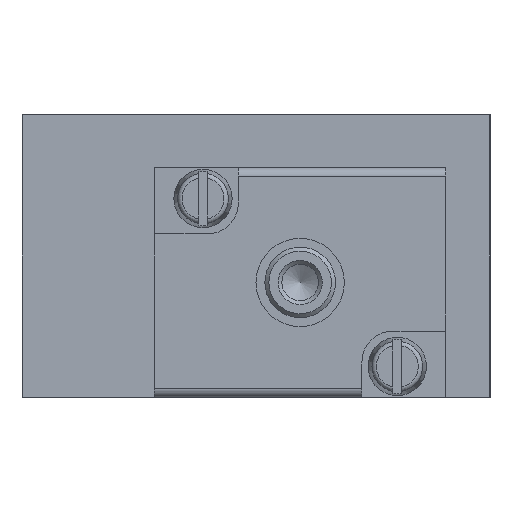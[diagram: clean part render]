
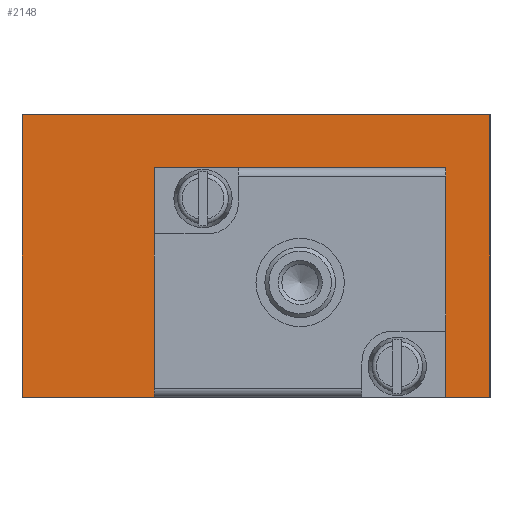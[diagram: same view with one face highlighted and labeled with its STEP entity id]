
A CAD part, left-side view. The second image highlights one B-rep face of the part: STEP entity #2148.
In plain terms, the highlighted planar face has unit normal (-1, 0, 0).
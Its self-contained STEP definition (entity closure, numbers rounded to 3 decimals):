
#90=LINE('',#3354,#260);
#126=LINE('',#3459,#296);
#138=LINE('',#3495,#308);
#140=LINE('',#3498,#310);
#141=LINE('',#3501,#311);
#142=LINE('',#3503,#312);
#143=LINE('',#3505,#313);
#144=LINE('',#3506,#314);
#260=VECTOR('',#2615,1000.);
#296=VECTOR('',#2691,1000.);
#308=VECTOR('',#2725,1000.);
#310=VECTOR('',#2729,1000.);
#311=VECTOR('',#2730,1000.);
#312=VECTOR('',#2731,1000.);
#313=VECTOR('',#2732,1000.);
#314=VECTOR('',#2733,1000.);
#423=PLANE('',#2343);
#651=ORIENTED_EDGE('',*,*,#1213,.F.);
#652=ORIENTED_EDGE('',*,*,#1214,.F.);
#653=ORIENTED_EDGE('',*,*,#1215,.T.);
#654=ORIENTED_EDGE('',*,*,#1216,.T.);
#655=ORIENTED_EDGE('',*,*,#1191,.T.);
#656=ORIENTED_EDGE('',*,*,#1217,.F.);
#657=ORIENTED_EDGE('',*,*,#1142,.F.);
#658=ORIENTED_EDGE('',*,*,#1211,.T.);
#1142=EDGE_CURVE('',#1423,#1424,#90,.T.);
#1191=EDGE_CURVE('',#1473,#1472,#126,.T.);
#1211=EDGE_CURVE('',#1423,#1473,#138,.T.);
#1213=EDGE_CURVE('',#1486,#1487,#140,.T.);
#1214=EDGE_CURVE('',#1488,#1486,#141,.T.);
#1215=EDGE_CURVE('',#1488,#1489,#142,.T.);
#1216=EDGE_CURVE('',#1489,#1487,#143,.T.);
#1217=EDGE_CURVE('',#1424,#1472,#144,.T.);
#1423=VERTEX_POINT('',#3353);
#1424=VERTEX_POINT('',#3355);
#1472=VERTEX_POINT('',#3458);
#1473=VERTEX_POINT('',#3460);
#1486=VERTEX_POINT('',#3499);
#1487=VERTEX_POINT('',#3500);
#1488=VERTEX_POINT('',#3502);
#1489=VERTEX_POINT('',#3504);
#1732=EDGE_LOOP('',(#651,#652,#653,#654));
#1733=EDGE_LOOP('',(#655,#656,#657,#658));
#1942=FACE_BOUND('',#1732,.T.);
#1943=FACE_BOUND('',#1733,.T.);
#2148=ADVANCED_FACE('',(#1942,#1943),#423,.F.);
#2343=AXIS2_PLACEMENT_3D('',#3497,#2727,#2728);
#2615=DIRECTION('',(0.,0.,1.));
#2691=DIRECTION('',(0.,0.,1.));
#2725=DIRECTION('',(0.,-1.,0.));
#2727=DIRECTION('',(1.,0.,0.));
#2728=DIRECTION('',(0.,0.,-1.));
#2729=DIRECTION('',(0.,-1.,0.));
#2730=DIRECTION('',(0.,0.,-1.));
#2731=DIRECTION('',(0.,-1.,0.));
#2732=DIRECTION('',(0.,0.,-1.));
#2733=DIRECTION('',(0.,-1.,0.));
#3353=CARTESIAN_POINT('',(-69.5,53.,-16.));
#3354=CARTESIAN_POINT('',(-69.5,53.,-16.));
#3355=CARTESIAN_POINT('',(-69.5,53.,16.));
#3458=CARTESIAN_POINT('',(-69.5,0.,16.));
#3459=CARTESIAN_POINT('',(-69.5,0.,-16.));
#3460=CARTESIAN_POINT('',(-69.5,0.,-16.));
#3495=CARTESIAN_POINT('',(-69.5,53.,-16.));
#3497=CARTESIAN_POINT('',(-69.5,53.,-16.));
#3498=CARTESIAN_POINT('',(-69.5,38.,-15.9));
#3499=CARTESIAN_POINT('',(-69.5,38.,-15.9));
#3500=CARTESIAN_POINT('',(-69.5,5.,-15.9));
#3501=CARTESIAN_POINT('',(-69.5,38.,9.9));
#3502=CARTESIAN_POINT('',(-69.5,38.,9.9));
#3503=CARTESIAN_POINT('',(-69.5,38.,9.9));
#3504=CARTESIAN_POINT('',(-69.5,5.,9.9));
#3505=CARTESIAN_POINT('',(-69.5,5.,9.9));
#3506=CARTESIAN_POINT('',(-69.5,53.,16.));
